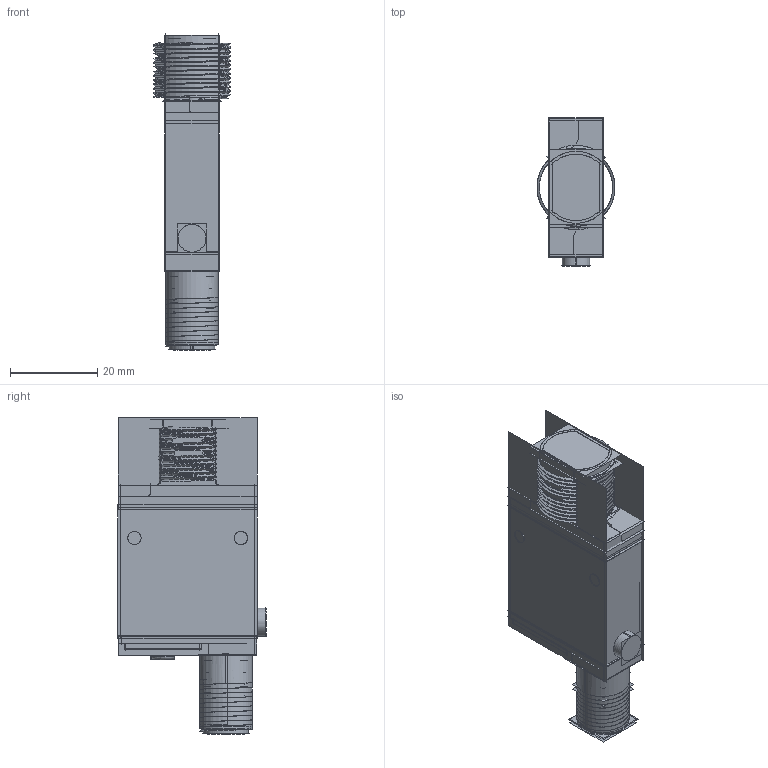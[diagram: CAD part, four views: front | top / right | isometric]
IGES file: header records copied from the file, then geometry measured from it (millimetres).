
Start section:  PTC IGES file: 154460.igs
Global section: file name: 154460.igs; native system: Creo Parametric by Parametric Technology Corporation; preprocessor: 2013230; author: PDMAdmin; organization: Unknown; date: 20160406.160713; units: millimetre
Bounding box: 17.87 x 33.94 x 72.57 mm (x, y, z)
Volume: 7572.6 mm3; surface area: 100795.7 mm2
Topology: 11 solids, 13 shells, 2214 faces, 11120 edges, 13797 vertices
Faces by surface type: bspline 1508, revolution 698, extrusion 8
